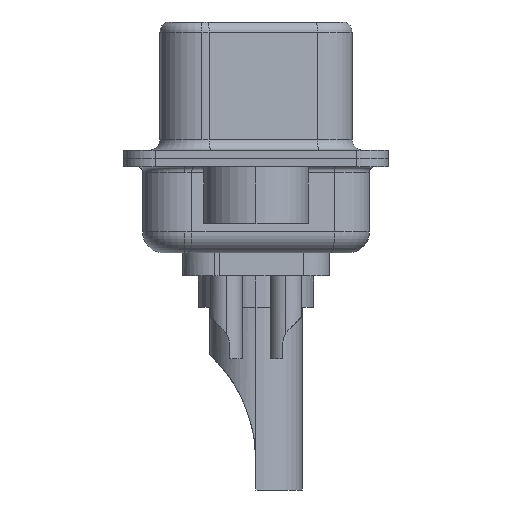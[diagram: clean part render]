
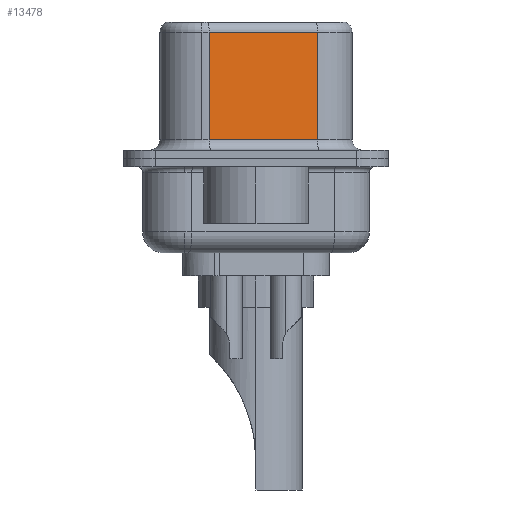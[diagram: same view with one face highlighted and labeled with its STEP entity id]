
A CAD part, left-side view. The second image highlights one B-rep face of the part: STEP entity #13478.
In plain terms, the highlighted planar face has unit normal (-0.985, -0.174, 0).
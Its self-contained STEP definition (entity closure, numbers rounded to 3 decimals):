
#16 = VECTOR ( 'NONE', #15840, 1000. ) ;
#1274 = AXIS2_PLACEMENT_3D ( 'NONE', #10972, #3129, #14096 ) ;
#1483 = PLANE ( 'NONE',  #1274 ) ;
#1678 = CARTESIAN_POINT ( 'NONE',  ( 4.565, -2.927, 6.02 ) ) ;
#1752 = VECTOR ( 'NONE', #19572, 1000. ) ;
#1859 = CARTESIAN_POINT ( 'NONE',  ( 4.565, -2.927, 6.02 ) ) ;
#2259 = LINE ( 'NONE', #6531, #1752 ) ;
#2312 = ORIENTED_EDGE ( 'NONE', *, *, #13189, .T. ) ;
#3069 = EDGE_LOOP ( 'NONE', ( #10234, #17220, #13425, #2312 ) ) ;
#3129 = DIRECTION ( 'NONE',  ( 0.985, 0.174, 0. ) ) ;
#4238 = LINE ( 'NONE', #1678, #16 ) ;
#4652 = VERTEX_POINT ( 'NONE', #19225 ) ;
#5154 = EDGE_CURVE ( 'NONE', #14719, #4652, #2259, .T. ) ;
#6110 = VECTOR ( 'NONE', #16180, 1000. ) ;
#6531 = CARTESIAN_POINT ( 'NONE',  ( 3.655, 2.233, 6.52 ) ) ;
#6794 = CARTESIAN_POINT ( 'NONE',  ( 4.565, -2.927, 6.52 ) ) ;
#10226 = LINE ( 'NONE', #6794, #6110 ) ;
#10234 = ORIENTED_EDGE ( 'NONE', *, *, #11142, .F. ) ;
#10407 = VERTEX_POINT ( 'NONE', #1859 ) ;
#10972 = CARTESIAN_POINT ( 'NONE',  ( 4.565, -2.927, 6.52 ) ) ;
#11013 = FACE_OUTER_BOUND ( 'NONE', #3069, .T. ) ;
#11142 = EDGE_CURVE ( 'NONE', #10407, #19589, #10226, .T. ) ;
#12666 = CARTESIAN_POINT ( 'NONE',  ( 4.565, -2.927, 0.9 ) ) ;
#13189 = EDGE_CURVE ( 'NONE', #4652, #19589, #17931, .T. ) ;
#13425 = ORIENTED_EDGE ( 'NONE', *, *, #5154, .T. ) ;
#13478 = ADVANCED_FACE ( 'NONE', ( #11013 ), #1483, .F. ) ;
#13531 = CARTESIAN_POINT ( 'NONE',  ( 4.565, -2.927, 0.9 ) ) ;
#13930 = VECTOR ( 'NONE', #18103, 1000. ) ;
#14096 = DIRECTION ( 'NONE',  ( -0.174, 0.985, 0. ) ) ;
#14719 = VERTEX_POINT ( 'NONE', #16636 ) ;
#15840 = DIRECTION ( 'NONE',  ( -0.174, 0.985, 0. ) ) ;
#16180 = DIRECTION ( 'NONE',  ( 0., 0., -1. ) ) ;
#16424 = EDGE_CURVE ( 'NONE', #10407, #14719, #4238, .T. ) ;
#16636 = CARTESIAN_POINT ( 'NONE',  ( 3.655, 2.233, 6.02 ) ) ;
#17220 = ORIENTED_EDGE ( 'NONE', *, *, #16424, .T. ) ;
#17931 = LINE ( 'NONE', #13531, #13930 ) ;
#18103 = DIRECTION ( 'NONE',  ( 0.174, -0.985, 0. ) ) ;
#19225 = CARTESIAN_POINT ( 'NONE',  ( 3.655, 2.233, 0.9 ) ) ;
#19572 = DIRECTION ( 'NONE',  ( 0., 0., -1. ) ) ;
#19589 = VERTEX_POINT ( 'NONE', #12666 ) ;
